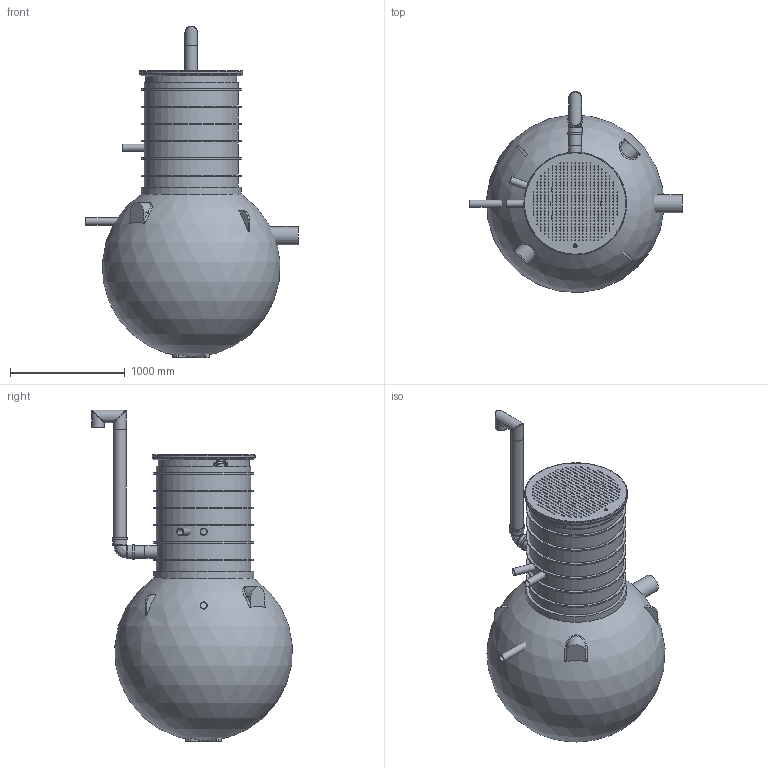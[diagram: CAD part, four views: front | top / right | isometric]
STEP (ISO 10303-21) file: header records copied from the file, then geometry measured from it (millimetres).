
FILE_DESCRIPTION(/* description */ ('Unknown'),/* implementation_level */ '2;1');
FILE_NAME(/* name */ 'Ester2 2500',/* time_stamp */ '2023-12-05T10:26:12+02:00',/* author */ ('Unknown'),/* organization */ ('Unknown'),/* preprocessor_version */ 'ST-DEVELOPER v18.1',/* originating_system */ 'Solid Edge',/* authorisation */ 'Unknown');
FILE_SCHEMA (('AUTOMOTIVE_DESIGN {1 0 10303 214 3 1 1}'));
Length unit declared in the file: millimetre
Products named in the file (81): Ester2 2500; 1550pall_oa_0; RoundTubing 63x4.7_oa_1; RoundTubing 26.9siin_oa_2; Pohi_1500; Jalakoost pedrollo 10_50 DN50 ester 23989; 20815 Pumbajalaplaat_pedrollo 50_var2-282_ester_pvc; Pumbajalg_Pedrollo DN50_var2; DX50-7; PVC-liitmik_75-63-2vk; Polv_2_mess_skvk; Kolmikkoost DN50_53312; walter pvc kolmik ver4; PVC kolmik 75-63 GF; PVC-liitmik_63-50-2vk; PVC_polv_75-63-2sk; Kaksiknippel_50-50_mess; kuulkraan_50sk-vk; tloogiklapp50sk; Ameerika_mutter_2skvk; SisendPE_uus; PE_sisendtoru_160; Ylakoost_pirn; Ylakoost_yksik; 2202.000; 2202.002; 2202.001; Ujuki_hoidik; Puidukruvi_4x16_A2; Ujukijuhe; Ujuk_oa_3; Siinihoidjakoost; Siinihoidja_50-80; Polt_M10x35_A4; Seib M10 a4; Mutter_M10_mess; Vent_pirn; Rotoventiots; PVC_polv_110; RoundTubing 110x3.4_oa_4 ...
Assembly tree (98 placements, depth 5):
  Ester2 2500
    1550pall_oa_0
    RoundTubing 63x4.7_oa_1
    RoundTubing 26.9siin_oa_2
    Pohi_1500
    Jalakoost pedrollo 10_50 DN50 ester 23989
      20815 Pumbajalaplaat_pedrollo 50_var2-282_ester_pvc
      Pumbajalg_Pedrollo DN50_var2  x2
      DX50-7  x2
      PVC-liitmik_75-63-2vk  x2
      Polv_2_mess_skvk  x2
    Kolmikkoost DN50_53312
      walter pvc kolmik ver4
        PVC kolmik 75-63 GF
        PVC-liitmik_63-50-2vk
        PVC_polv_75-63-2sk  x2
        Kaksiknippel_50-50_mess  x2
      kuulkraan_50sk-vk  x2
      tloogiklapp50sk  x2
      Ameerika_mutter_2skvk  x2
      PVC-liitmik_75-63-2vk  x2
    SisendPE_uus
      PE_sisendtoru_160
    Ylakoost_pirn
      Ylakoost_yksik  x3
        2202.000
          2202.002
          2202.001
        Ujuki_hoidik
        Puidukruvi_4x16_A2
        Ujukijuhe
        Ujuk_oa_3
    Siinihoidjakoost  x2
      Siinihoidja_50-80
      Polt_M10x35_A4
      Seib M10 a4
      Mutter_M10_mess
    Vent_pirn
      Rotoventiots
      PVC_polv_110
      RoundTubing 110x3.4_oa_4
      RoundTubing 110x3.4_oa_5
    Redelitugi_pirn_800KRAH
    RoundTubing 26.9x2_oa_6
    RoundTubing 26.9x2_oa_7
    RoundTubing 63x4.7_oa_8
    Redel_53312
      fw129.100_oa_9
        Post_3000_oa_10
        fw129.101_oa_11
        fw129.101_oa_12
        fw129.101_oa_13
        Post_3000_oa_14
        fw129.101_oa_15
        fw129.101_oa_16
        fw129.101_oa_17
        fw129.101_oa_18
        fw129.101_oa_19
        fw129.101_oa_20
        fw129.101_oa_21
Bounding box: 1846.5 x 1745.72 x 2886.86 mm (x, y, z)
Volume: 165900092 mm3; surface area: 33356465.5 mm2
Topology: 91 solids, 92 shells, 4676 faces, 11052 edges, 7194 vertices
Faces by surface type: plane 3470, cylinder 815, torus 237, bspline 75, cone 47, sphere 32
Full cylindrical faces by diameter (mm): 5 x20, 5.5 x49, 8 x12, 8.376 x4, 8.5 x74, 10 x52, 10.5 x4, 11 x1, 12 x2, 13.5 x8, 16 x2, 17 x4, 20 x8, 21.6 x2, 22.9 x2, 24.1 x2, 26.9 x4, 40 x7, 42 x1, 50 x15, 52.25 x1, 53.6 x5, 54 x2, 56.656 x4, 56.66 x1, 58 x4, 58.422 x2, 58.54 x4, 59 x2, 59.614 x11
Entity records: 118253 total; most frequent: CARTESIAN_POINT 23821, DIRECTION 18189, ORIENTED_EDGE 17486, EDGE_CURVE 8743, LINE 7109, VECTOR 7109, VERTEX_POINT 5960, AXIS2_PLACEMENT_3D 5540
